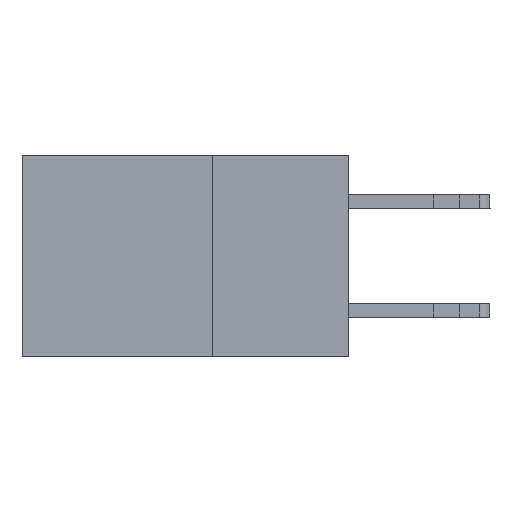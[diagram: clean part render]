
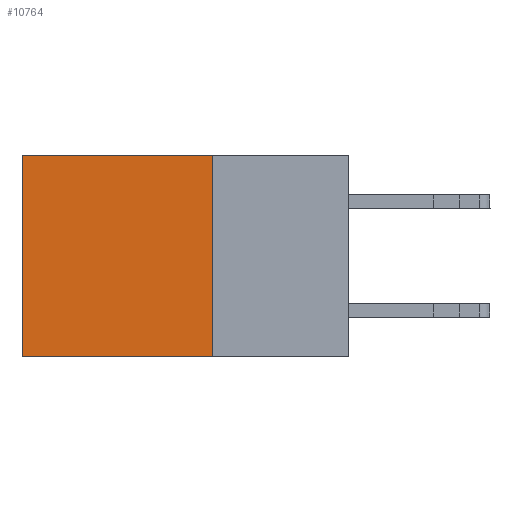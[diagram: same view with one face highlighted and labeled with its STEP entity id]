
A CAD part, left-side view. The second image highlights one B-rep face of the part: STEP entity #10764.
In plain terms, the highlighted planar face has unit normal (-1, 0, 0).
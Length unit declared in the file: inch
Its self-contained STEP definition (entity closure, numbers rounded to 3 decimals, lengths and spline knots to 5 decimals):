
#288 = EDGE_CURVE ( 'NONE', #10654, #6026, #9050, .T. ) ;
#472 = ORIENTED_EDGE ( 'NONE', *, *, #8825, .F. ) ;
#751 = EDGE_CURVE ( 'NONE', #6026, #2901, #8038, .T. ) ;
#1096 = DIRECTION ( 'NONE',  ( 0., 0., -1. ) ) ;
#1534 = AXIS2_PLACEMENT_3D ( 'NONE', #7314, #10725, #10608 ) ;
#1965 = FACE_OUTER_BOUND ( 'NONE', #3132, .T. ) ;
#2089 = DIRECTION ( 'NONE',  ( 0., 1., 0. ) ) ;
#2901 = VERTEX_POINT ( 'NONE', #6424 ) ;
#3026 = DIRECTION ( 'NONE',  ( 0., 1., 0. ) ) ;
#3132 = EDGE_LOOP ( 'NONE', ( #9291, #8789, #472, #10519 ) ) ;
#3415 = VECTOR ( 'NONE', #1096, 39.37008 ) ;
#3878 = PLANE ( 'NONE',  #1534 ) ;
#4055 = VECTOR ( 'NONE', #5516, 39.37008 ) ;
#4823 = CARTESIAN_POINT ( 'NONE',  ( 0.2615, 0.25, 0. ) ) ;
#5506 = CARTESIAN_POINT ( 'NONE',  ( 0.2615, 0.25, -0.37 ) ) ;
#5516 = DIRECTION ( 'NONE',  ( 0., 0., -1. ) ) ;
#5544 = EDGE_CURVE ( 'NONE', #10710, #2901, #7553, .T. ) ;
#5571 = CARTESIAN_POINT ( 'NONE',  ( 0.2615, 0.25, -0.37 ) ) ;
#6026 = VERTEX_POINT ( 'NONE', #6654 ) ;
#6424 = CARTESIAN_POINT ( 'NONE',  ( 0.2615, 0.6, -0.37 ) ) ;
#6654 = CARTESIAN_POINT ( 'NONE',  ( 0.2615, 0.6, 0. ) ) ;
#7068 = VECTOR ( 'NONE', #3026, 39.37008 ) ;
#7099 = CARTESIAN_POINT ( 'NONE',  ( 0.2615, 0.6, -0.37 ) ) ;
#7314 = CARTESIAN_POINT ( 'NONE',  ( 0.2615, 0.25, -0.37 ) ) ;
#7553 = LINE ( 'NONE', #10134, #7068 ) ;
#7721 = VECTOR ( 'NONE', #2089, 39.37008 ) ;
#8000 = CARTESIAN_POINT ( 'NONE',  ( 0.2615, 0.25, 0. ) ) ;
#8038 = LINE ( 'NONE', #7099, #3415 ) ;
#8789 = ORIENTED_EDGE ( 'NONE', *, *, #5544, .F. ) ;
#8825 = EDGE_CURVE ( 'NONE', #10654, #10710, #10557, .T. ) ;
#9050 = LINE ( 'NONE', #8000, #7721 ) ;
#9291 = ORIENTED_EDGE ( 'NONE', *, *, #751, .T. ) ;
#10134 = CARTESIAN_POINT ( 'NONE',  ( 0.2615, 0.25, -0.37 ) ) ;
#10519 = ORIENTED_EDGE ( 'NONE', *, *, #288, .T. ) ;
#10557 = LINE ( 'NONE', #5571, #4055 ) ;
#10608 = DIRECTION ( 'NONE',  ( 0., 0., -1. ) ) ;
#10654 = VERTEX_POINT ( 'NONE', #4823 ) ;
#10710 = VERTEX_POINT ( 'NONE', #5506 ) ;
#10725 = DIRECTION ( 'NONE',  ( 1., 0., 0. ) ) ;
#10764 = ADVANCED_FACE ( 'NONE', ( #1965 ), #3878, .F. ) ;
